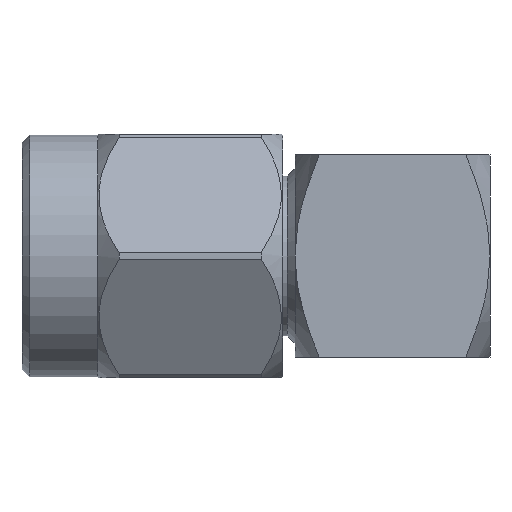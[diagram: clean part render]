
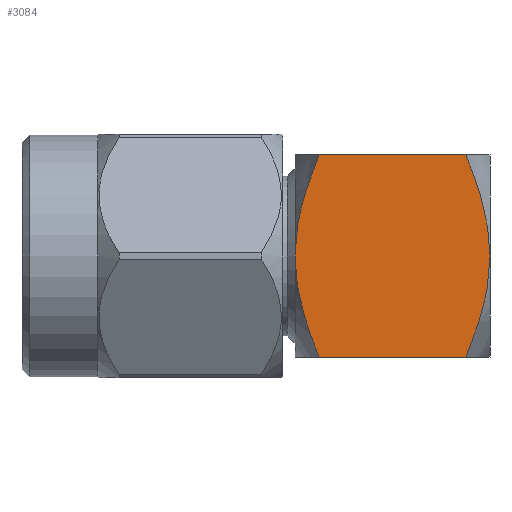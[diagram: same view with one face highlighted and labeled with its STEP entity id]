
A CAD part, left-side view. The second image highlights one B-rep face of the part: STEP entity #3084.
In plain terms, the highlighted planar face has unit normal (-1, 0, 0).
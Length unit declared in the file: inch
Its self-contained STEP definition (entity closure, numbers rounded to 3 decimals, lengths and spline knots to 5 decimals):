
#124 = CARTESIAN_POINT ( 'NONE',  ( -0.13, -0.125, 0.13 ) ) ;
#149 = VERTEX_POINT ( 'NONE', #6647 ) ;
#281 = CARTESIAN_POINT ( 'NONE',  ( -0.13, -0.125, 0. ) ) ;
#525 = VERTEX_POINT ( 'NONE', #7550 ) ;
#781 = EDGE_CURVE ( 'NONE', #7482, #149, #4592, .T. ) ;
#1200 = CARTESIAN_POINT ( 'NONE',  ( -0.13, 0.125, 0. ) ) ;
#1212 = CARTESIAN_POINT ( 'NONE',  ( -0.13, 0.12413, -0.02252 ) ) ;
#1310 = CARTESIAN_POINT ( 'NONE',  ( -0.13, 0.11861, -0.05561 ) ) ;
#1443 = CARTESIAN_POINT ( 'NONE',  ( -0.13, -0.125, -0.01117 ) ) ;
#1515 = DIRECTION ( 'NONE',  ( 0., -1., 0. ) ) ;
#1531 = CARTESIAN_POINT ( 'NONE',  ( -0.13, 0.09391, -0.13 ) ) ;
#1566 = CARTESIAN_POINT ( 'NONE',  ( -0.13, -0.10239, -0.10924 ) ) ;
#1845 = DIRECTION ( 'NONE',  ( 1., 0., 0. ) ) ;
#1847 = ORIENTED_EDGE ( 'NONE', *, *, #4927, .F. ) ;
#1883 = DIRECTION ( 'NONE',  ( 0., -1., 0. ) ) ;
#1899 = ORIENTED_EDGE ( 'NONE', *, *, #4154, .F. ) ;
#1909 = ORIENTED_EDGE ( 'NONE', *, *, #781, .F. ) ;
#1926 = DIRECTION ( 'NONE',  ( 0., 0., -1. ) ) ;
#2022 = CARTESIAN_POINT ( 'NONE',  ( -0.13, 0.11016, 0.08785 ) ) ;
#2050 = EDGE_CURVE ( 'NONE', #149, #525, #2803, .T. ) ;
#2065 = FACE_OUTER_BOUND ( 'NONE', #2140, .T. ) ;
#2140 = EDGE_LOOP ( 'NONE', ( #6107, #1847, #2924, #1909, #4128, #1899 ) ) ;
#2452 = EDGE_CURVE ( 'NONE', #6578, #4456, #5261, .T. ) ;
#2692 = CARTESIAN_POINT ( 'NONE',  ( -0.13, 0.1024, 0.10921 ) ) ;
#2803 = B_SPLINE_CURVE_WITH_KNOTS ( 'NONE', 3,
 ( #1200, #6228, #5011, #2022, #2692, #7026 ),
 .UNSPECIFIED., .F., .F.,
 ( 4, 2, 4 ),
 ( 0.00714, 0.00886, 0.01059 ),
 .UNSPECIFIED. ) ;
#2924 = ORIENTED_EDGE ( 'NONE', *, *, #2050, .F. ) ;
#3084 = ADVANCED_FACE ( 'NONE', ( #2065 ), #6784, .F. ) ;
#3233 = CARTESIAN_POINT ( 'NONE',  ( -0.13, -0.12413, -0.02252 ) ) ;
#3345 = CARTESIAN_POINT ( 'NONE',  ( -0.13, -0.09391, 0.13 ) ) ;
#3381 = VECTOR ( 'NONE', #1883, 39.37008 ) ;
#3434 = CARTESIAN_POINT ( 'NONE',  ( -0.13, -0.09391, -0.13 ) ) ;
#3744 = CARTESIAN_POINT ( 'NONE',  ( -0.13, 0.09391, -0.13 ) ) ;
#3772 = VECTOR ( 'NONE', #1515, 39.37008 ) ;
#3797 = CARTESIAN_POINT ( 'NONE',  ( -0.13, -0.125, 0. ) ) ;
#4128 = ORIENTED_EDGE ( 'NONE', *, *, #7202, .T. ) ;
#4154 = EDGE_CURVE ( 'NONE', #4456, #6903, #7074, .T. ) ;
#4155 = AXIS2_PLACEMENT_3D ( 'NONE', #4250, #1845, #1926 ) ;
#4250 = CARTESIAN_POINT ( 'NONE',  ( -0.13, -0.125, 0.13 ) ) ;
#4351 = CARTESIAN_POINT ( 'NONE',  ( -0.13, 0.10239, -0.10924 ) ) ;
#4456 = VERTEX_POINT ( 'NONE', #3797 ) ;
#4491 = CARTESIAN_POINT ( 'NONE',  ( -0.13, -0.125, 0. ) ) ;
#4592 = B_SPLINE_CURVE_WITH_KNOTS ( 'NONE', 3,
 ( #3744, #4351, #5500, #1310, #4859, #1212, #5588, #7983 ),
 .UNSPECIFIED., .F., .F.,
 ( 4, 2, 2, 4 ),
 ( 0.00373, 0.00543, 0.00629, 0.00714 ),
 .UNSPECIFIED. ) ;
#4656 = CARTESIAN_POINT ( 'NONE',  ( -0.13, -0.1215, 0.04454 ) ) ;
#4827 = CARTESIAN_POINT ( 'NONE',  ( -0.13, -0.09391, -0.13 ) ) ;
#4859 = CARTESIAN_POINT ( 'NONE',  ( -0.13, 0.12093, -0.04469 ) ) ;
#4927 = EDGE_CURVE ( 'NONE', #525, #6578, #7926, .T. ) ;
#5011 = CARTESIAN_POINT ( 'NONE',  ( -0.13, 0.1215, 0.04454 ) ) ;
#5220 = CARTESIAN_POINT ( 'NONE',  ( -0.13, -0.1024, 0.10921 ) ) ;
#5261 = B_SPLINE_CURVE_WITH_KNOTS ( 'NONE', 3,
 ( #3345, #5220, #7112, #4656, #5881, #281 ),
 .UNSPECIFIED., .F., .F.,
 ( 4, 2, 4 ),
 ( 0.00857, 0.01028, 0.01199 ),
 .UNSPECIFIED. ) ;
#5273 = CARTESIAN_POINT ( 'NONE',  ( -0.13, -0.11861, -0.05561 ) ) ;
#5500 = CARTESIAN_POINT ( 'NONE',  ( -0.13, 0.11009, -0.08803 ) ) ;
#5588 = CARTESIAN_POINT ( 'NONE',  ( -0.13, 0.125, -0.01117 ) ) ;
#5851 = CARTESIAN_POINT ( 'NONE',  ( -0.13, -0.11009, -0.08803 ) ) ;
#5881 = CARTESIAN_POINT ( 'NONE',  ( -0.13, -0.125, 0.02255 ) ) ;
#6107 = ORIENTED_EDGE ( 'NONE', *, *, #2452, .F. ) ;
#6228 = CARTESIAN_POINT ( 'NONE',  ( -0.13, 0.125, 0.02255 ) ) ;
#6578 = VERTEX_POINT ( 'NONE', #7092 ) ;
#6647 = CARTESIAN_POINT ( 'NONE',  ( -0.13, 0.125, 0. ) ) ;
#6784 = PLANE ( 'NONE',  #4155 ) ;
#6794 = CARTESIAN_POINT ( 'NONE',  ( -0.13, -0.125, -0.13 ) ) ;
#6872 = CARTESIAN_POINT ( 'NONE',  ( -0.13, -0.12093, -0.04469 ) ) ;
#6903 = VERTEX_POINT ( 'NONE', #4827 ) ;
#7026 = CARTESIAN_POINT ( 'NONE',  ( -0.13, 0.09391, 0.13 ) ) ;
#7074 = B_SPLINE_CURVE_WITH_KNOTS ( 'NONE', 3,
 ( #4491, #1443, #3233, #6872, #5273, #5851, #1566, #3434 ),
 .UNSPECIFIED., .F., .F.,
 ( 4, 2, 2, 4 ),
 ( 0.01199, 0.01283, 0.01368, 0.01537 ),
 .UNSPECIFIED. ) ;
#7092 = CARTESIAN_POINT ( 'NONE',  ( -0.13, -0.09391, 0.13 ) ) ;
#7112 = CARTESIAN_POINT ( 'NONE',  ( -0.13, -0.11016, 0.08785 ) ) ;
#7202 = EDGE_CURVE ( 'NONE', #7482, #6903, #7902, .T. ) ;
#7482 = VERTEX_POINT ( 'NONE', #1531 ) ;
#7550 = CARTESIAN_POINT ( 'NONE',  ( -0.13, 0.09391, 0.13 ) ) ;
#7902 = LINE ( 'NONE', #6794, #3381 ) ;
#7926 = LINE ( 'NONE', #124, #3772 ) ;
#7983 = CARTESIAN_POINT ( 'NONE',  ( -0.13, 0.125, 0. ) ) ;
